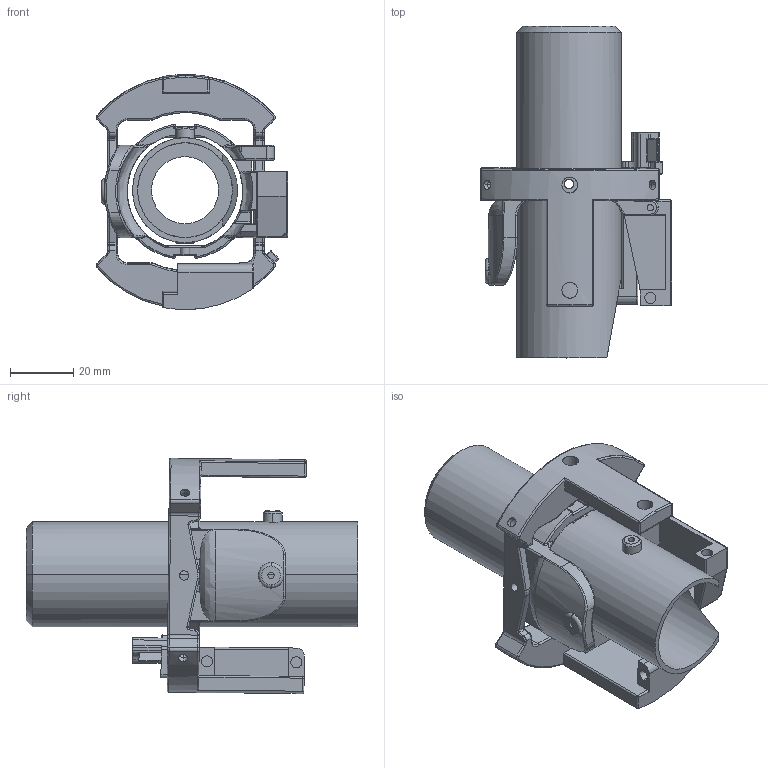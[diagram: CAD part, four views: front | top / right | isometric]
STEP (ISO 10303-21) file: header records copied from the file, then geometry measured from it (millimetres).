
FILE_DESCRIPTION (( 'STEP AP214' ), '1' );
FILE_NAME ('tvc-v1.STEP', '2021-05-29T23:40:19', ( '' ), ( '' ), 'SwSTEP 2.0', 'SolidWorks 2020', '' );
FILE_SCHEMA (( 'AUTOMOTIVE_DESIGN' ));
Length unit declared in the file: inch
Products named in the file (5): tvc-v1; InnerAxis; TVC Tube; OuterAxis; OuterAttachment
Assembly tree (4 placements, depth 2):
  tvc-v1
    InnerAxis
    OuterAttachment
    OuterAxis
    TVC Tube
Bounding box: 60.56 x 105 x 74.44 mm (x, y, z)
Volume: 50430.7 mm3; surface area: 42634.9 mm2
Topology: 4 solids, 4 shells, 602 faces, 1511 edges, 883 vertices
Faces by surface type: cylinder 293, plane 140, torus 92, bspline 45, sphere 30, cone 2
Entity records: 22854 total; most frequent: CARTESIAN_POINT 8750, ORIENTED_EDGE 2946, DIRECTION 2921, EDGE_CURVE 1473, AXIS2_PLACEMENT_3D 1154, VERTEX_POINT 881, EDGE_LOOP 652, VECTOR 613
